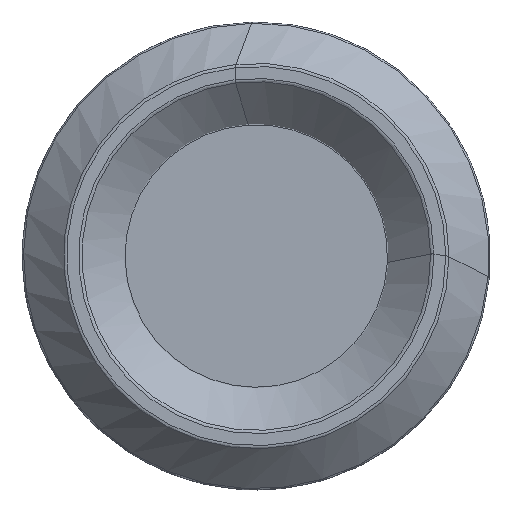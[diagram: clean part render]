
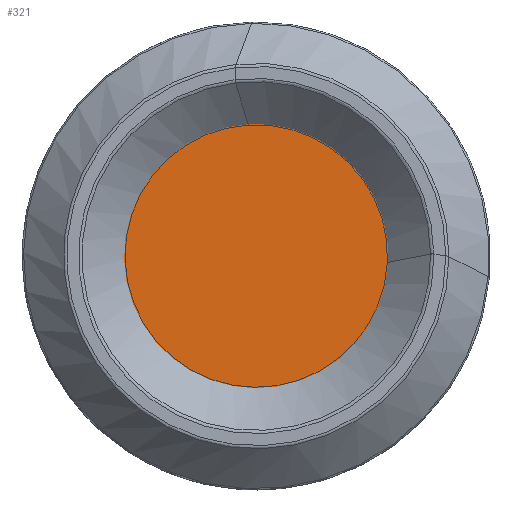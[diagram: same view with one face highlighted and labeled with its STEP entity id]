
A CAD part, left-side view. The second image highlights one B-rep face of the part: STEP entity #321.
In plain terms, the highlighted planar face has unit normal (-1, 0, 0).
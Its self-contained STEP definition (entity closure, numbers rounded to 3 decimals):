
#69=PLANE('',#928);
#321=ADVANCED_FACE('',(#397),#69,.T.);
#397=FACE_OUTER_BOUND('',#449,.T.);
#449=EDGE_LOOP('',(#669));
#512=CIRCLE('',#927,22.323);
#669=ORIENTED_EDGE('',*,*,#816,.T.);
#732=VERTEX_POINT('',#1796);
#816=EDGE_CURVE('',#732,#732,#512,.T.);
#927=AXIS2_PLACEMENT_3D('',#1795,#1100,#1101);
#928=AXIS2_PLACEMENT_3D('',#1797,#1102,#1103);
#1100=DIRECTION('',(-1.,0.,0.));
#1101=DIRECTION('',(0.,0.,1.));
#1102=DIRECTION('',(-1.,0.,0.));
#1103=DIRECTION('',(0.,0.,1.));
#1795=CARTESIAN_POINT('',(6.5,0.,0.));
#1796=CARTESIAN_POINT('',(6.5,0.,22.323));
#1797=CARTESIAN_POINT('',(6.5,10.,0.));
